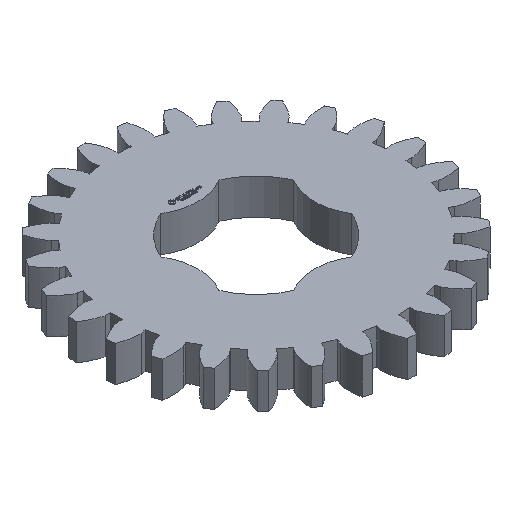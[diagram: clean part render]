
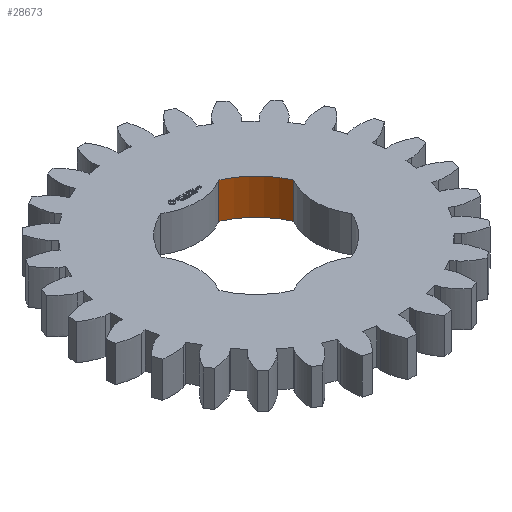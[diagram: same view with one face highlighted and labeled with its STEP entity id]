
A CAD part, isometric view. The second image highlights one B-rep face of the part: STEP entity #28673.
In plain terms, the highlighted cylindrical face has radius 6.35 mm (diameter 12.7 mm), a partial arc.
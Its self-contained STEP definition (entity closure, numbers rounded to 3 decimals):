
#93 = PLANE('',#94);
#94 = AXIS2_PLACEMENT_3D('',#95,#96,#97);
#95 = CARTESIAN_POINT('',(0.,0.,3.125)
  );
#96 = DIRECTION('',(0.,0.,1.));
#97 = DIRECTION('',(1.,0.,0.));
#168 = PLANE('',#169);
#169 = AXIS2_PLACEMENT_3D('',#170,#171,#172);
#170 = CARTESIAN_POINT('',(0.,0.,0.));
#171 = DIRECTION('',(0.,0.,1.));
#172 = DIRECTION('',(1.,0.,0.));
#7928 = VERTEX_POINT('',#7929);
#7929 = CARTESIAN_POINT('',(2.55,5.816,0.));
#7944 = CYLINDRICAL_SURFACE('',#7945,4.9);
#7945 = AXIS2_PLACEMENT_3D('',#7946,#7947,#7948);
#7946 = CARTESIAN_POINT('',(0.,10.,0.));
#7947 = DIRECTION('',(0.,-0.,-1.));
#7948 = DIRECTION('',(0.707,0.707,0.));
#7956 = EDGE_CURVE('',#7957,#7928,#7959,.T.);
#7957 = VERTEX_POINT('',#7958);
#7958 = CARTESIAN_POINT('',(5.816,2.55,0.));
#7959 = SURFACE_CURVE('',#7960,(#7965,#7972),.PCURVE_S1.);
#7960 = CIRCLE('',#7961,6.35);
#7961 = AXIS2_PLACEMENT_3D('',#7962,#7963,#7964);
#7962 = CARTESIAN_POINT('',(0.,0.,0.));
#7963 = DIRECTION('',(0.,-0.,1.));
#7964 = DIRECTION('',(0.707,0.707,0.));
#7965 = PCURVE('',#168,#7966);
#7966 = DEFINITIONAL_REPRESENTATION('',(#7967),#7971);
#7967 = CIRCLE('',#7968,6.35);
#7968 = AXIS2_PLACEMENT_2D('',#7969,#7970);
#7969 = CARTESIAN_POINT('',(0.,0.));
#7970 = DIRECTION('',(0.707,0.707));
#7971 = ( GEOMETRIC_REPRESENTATION_CONTEXT(2) 
PARAMETRIC_REPRESENTATION_CONTEXT() REPRESENTATION_CONTEXT('2D SPACE',''
  ) );
#7972 = PCURVE('',#7973,#7978);
#7973 = CYLINDRICAL_SURFACE('',#7974,6.35);
#7974 = AXIS2_PLACEMENT_3D('',#7975,#7976,#7977);
#7975 = CARTESIAN_POINT('',(0.,0.,0.));
#7976 = DIRECTION('',(0.,-0.,-1.));
#7977 = DIRECTION('',(0.707,0.707,0.));
#7978 = DEFINITIONAL_REPRESENTATION('',(#7979),#7983);
#7979 = LINE('',#7980,#7981);
#7980 = CARTESIAN_POINT('',(-0.,0.));
#7981 = VECTOR('',#7982,1.);
#7982 = DIRECTION('',(-1.,0.));
#7983 = ( GEOMETRIC_REPRESENTATION_CONTEXT(2) 
PARAMETRIC_REPRESENTATION_CONTEXT() REPRESENTATION_CONTEXT('2D SPACE',''
  ) );
#8002 = CYLINDRICAL_SURFACE('',#8003,4.9);
#8003 = AXIS2_PLACEMENT_3D('',#8004,#8005,#8006);
#8004 = CARTESIAN_POINT('',(10.,0.,0.));
#8005 = DIRECTION('',(0.,-0.,-1.));
#8006 = DIRECTION('',(0.707,0.707,0.));
#13586 = VERTEX_POINT('',#13587);
#13587 = CARTESIAN_POINT('',(2.55,5.816,3.125));
#13609 = EDGE_CURVE('',#13610,#13586,#13612,.T.);
#13610 = VERTEX_POINT('',#13611);
#13611 = CARTESIAN_POINT('',(5.816,2.55,3.125));
#13612 = SURFACE_CURVE('',#13613,(#13618,#13625),.PCURVE_S1.);
#13613 = CIRCLE('',#13614,6.35);
#13614 = AXIS2_PLACEMENT_3D('',#13615,#13616,#13617);
#13615 = CARTESIAN_POINT('',(0.,0.,3.125
    ));
#13616 = DIRECTION('',(0.,-0.,1.));
#13617 = DIRECTION('',(0.707,0.707,0.));
#13618 = PCURVE('',#93,#13619);
#13619 = DEFINITIONAL_REPRESENTATION('',(#13620),#13624);
#13620 = CIRCLE('',#13621,6.35);
#13621 = AXIS2_PLACEMENT_2D('',#13622,#13623);
#13622 = CARTESIAN_POINT('',(0.,0.));
#13623 = DIRECTION('',(0.707,0.707));
#13624 = ( GEOMETRIC_REPRESENTATION_CONTEXT(2) 
PARAMETRIC_REPRESENTATION_CONTEXT() REPRESENTATION_CONTEXT('2D SPACE',''
  ) );
#13625 = PCURVE('',#7973,#13626);
#13626 = DEFINITIONAL_REPRESENTATION('',(#13627),#13631);
#13627 = LINE('',#13628,#13629);
#13628 = CARTESIAN_POINT('',(-0.,-3.125));
#13629 = VECTOR('',#13630,1.);
#13630 = DIRECTION('',(-1.,0.));
#13631 = ( GEOMETRIC_REPRESENTATION_CONTEXT(2) 
PARAMETRIC_REPRESENTATION_CONTEXT() REPRESENTATION_CONTEXT('2D SPACE',''
  ) );
#28650 = EDGE_CURVE('',#7957,#13610,#28651,.T.);
#28651 = SURFACE_CURVE('',#28652,(#28656,#28663),.PCURVE_S1.);
#28652 = LINE('',#28653,#28654);
#28653 = CARTESIAN_POINT('',(5.816,2.55,0.));
#28654 = VECTOR('',#28655,1.);
#28655 = DIRECTION('',(0.,0.,1.));
#28656 = PCURVE('',#8002,#28657);
#28657 = DEFINITIONAL_REPRESENTATION('',(#28658),#28662);
#28658 = LINE('',#28659,#28660);
#28659 = CARTESIAN_POINT('',(-1.809,0.));
#28660 = VECTOR('',#28661,1.);
#28661 = DIRECTION('',(-0.,-1.));
#28662 = ( GEOMETRIC_REPRESENTATION_CONTEXT(2) 
PARAMETRIC_REPRESENTATION_CONTEXT() REPRESENTATION_CONTEXT('2D SPACE',''
  ) );
#28663 = PCURVE('',#7973,#28664);
#28664 = DEFINITIONAL_REPRESENTATION('',(#28665),#28669);
#28665 = LINE('',#28666,#28667);
#28666 = CARTESIAN_POINT('',(-5.911,0.));
#28667 = VECTOR('',#28668,1.);
#28668 = DIRECTION('',(-0.,-1.));
#28669 = ( GEOMETRIC_REPRESENTATION_CONTEXT(2) 
PARAMETRIC_REPRESENTATION_CONTEXT() REPRESENTATION_CONTEXT('2D SPACE',''
  ) );
#28673 = ADVANCED_FACE('',(#28674),#7973,.F.);
#28674 = FACE_BOUND('',#28675,.T.);
#28675 = EDGE_LOOP('',(#28676,#28677,#28678,#28699));
#28676 = ORIENTED_EDGE('',*,*,#28650,.T.);
#28677 = ORIENTED_EDGE('',*,*,#13609,.T.);
#28678 = ORIENTED_EDGE('',*,*,#28679,.F.);
#28679 = EDGE_CURVE('',#7928,#13586,#28680,.T.);
#28680 = SURFACE_CURVE('',#28681,(#28685,#28692),.PCURVE_S1.);
#28681 = LINE('',#28682,#28683);
#28682 = CARTESIAN_POINT('',(2.55,5.816,0.));
#28683 = VECTOR('',#28684,1.);
#28684 = DIRECTION('',(0.,0.,1.));
#28685 = PCURVE('',#7973,#28686);
#28686 = DEFINITIONAL_REPRESENTATION('',(#28687),#28691);
#28687 = LINE('',#28688,#28689);
#28688 = CARTESIAN_POINT('',(-6.655,0.));
#28689 = VECTOR('',#28690,1.);
#28690 = DIRECTION('',(-0.,-1.));
#28691 = ( GEOMETRIC_REPRESENTATION_CONTEXT(2) 
PARAMETRIC_REPRESENTATION_CONTEXT() REPRESENTATION_CONTEXT('2D SPACE',''
  ) );
#28692 = PCURVE('',#7944,#28693);
#28693 = DEFINITIONAL_REPRESENTATION('',(#28694),#28698);
#28694 = LINE('',#28695,#28696);
#28695 = CARTESIAN_POINT('',(-4.474,0.));
#28696 = VECTOR('',#28697,1.);
#28697 = DIRECTION('',(-0.,-1.));
#28698 = ( GEOMETRIC_REPRESENTATION_CONTEXT(2) 
PARAMETRIC_REPRESENTATION_CONTEXT() REPRESENTATION_CONTEXT('2D SPACE',''
  ) );
#28699 = ORIENTED_EDGE('',*,*,#7956,.F.);
